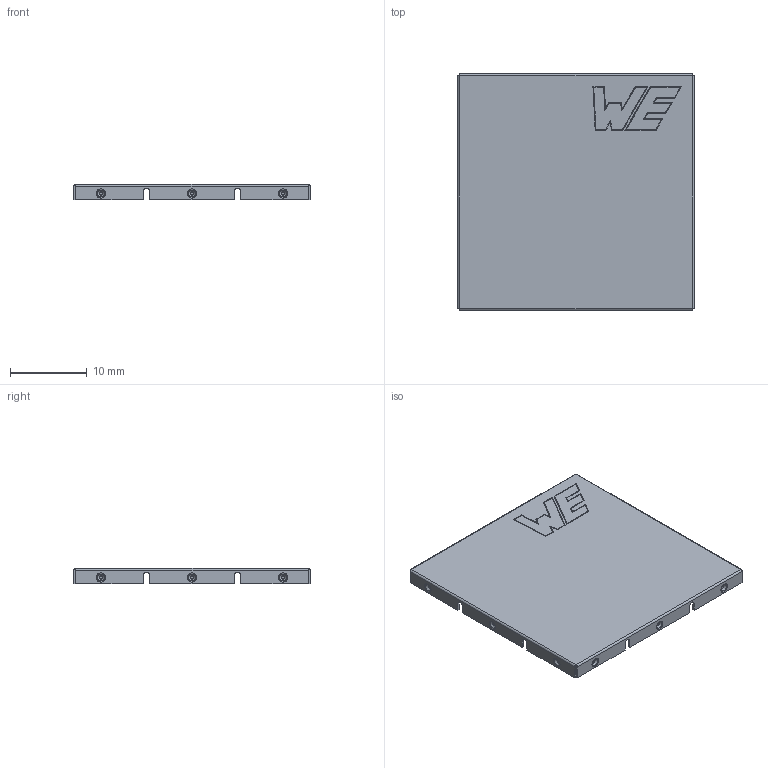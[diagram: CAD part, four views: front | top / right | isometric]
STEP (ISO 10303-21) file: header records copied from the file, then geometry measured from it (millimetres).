
FILE_DESCRIPTION( ( 'Unknown' ), '1' );
FILE_NAME( '36003300S.stp', 'Unknown', ( 'Unknown' ), ( 'Unknown' ), 'PSStep 19.0.9', 'Unknown', ' ' );
FILE_SCHEMA( ( 'AUTOMOTIVE_DESIGN { 1 0 10303 214 1 1 1 1 }' ) );
Length unit declared in the file: millimetre
Products named in the file (1): 1
Bounding box: 30.86 x 30.86 x 2 mm (x, y, z)
Volume: 231.2 mm3; surface area: 2350.1 mm2
Topology: 1 solids, 1 shells, 212 faces, 506 edges, 324 vertices
Faces by surface type: plane 124, torus 48, cone 24, cylinder 16
Entity records: 7214 total; most frequent: DIRECTION 964, CARTESIAN_POINT 923, ORIENTED_EDGE 820, EDGE_CURVE 410, AXIS2_PLACEMENT_3D 341, EDGE_LOOP 312, VERTEX_POINT 300, LINE 282
